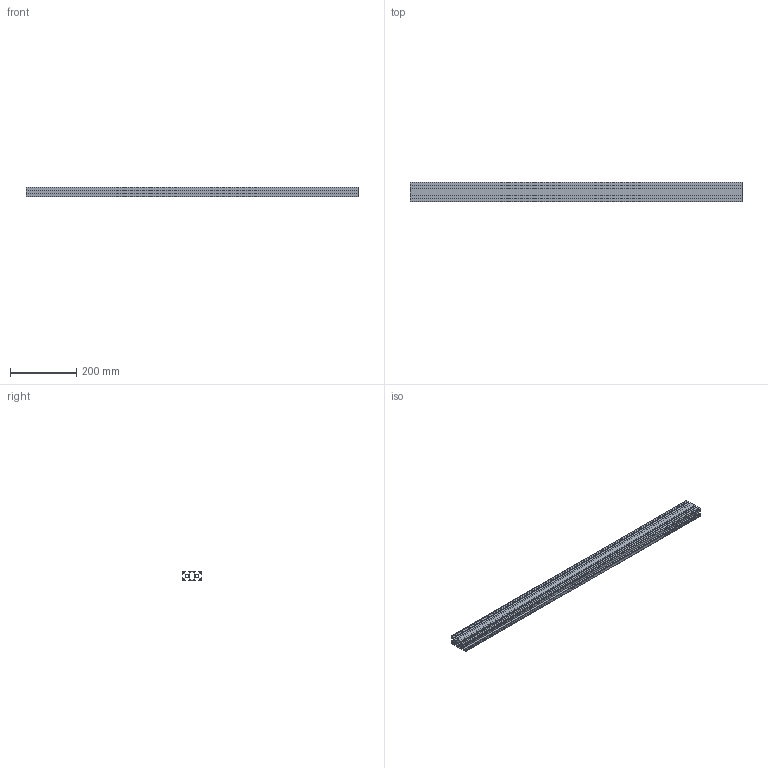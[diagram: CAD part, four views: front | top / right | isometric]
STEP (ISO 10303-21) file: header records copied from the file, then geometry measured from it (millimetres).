
FILE_DESCRIPTION(('STEP AP214'),'1');
FILE_NAME('cctmp_A25D6699-E55D-4697-9D2C-F9B3B6255F90_2020_1_20_8_57_27_416..stp','2020-01-20T07:57:27',('Bosch Rexroth AG'),('CADClick - www.CADClick.com'),'Spatial InterOp 3D',' ','unknown authorization - (Healing Option Enabled)');
FILE_SCHEMA(('AUTOMOTIVE_DESIGN'));
Length unit declared in the file: millimetre
Products named in the file (1): 2020_01_20__08-57-27-416
Bounding box: 1000 x 60 x 30 mm (x, y, z)
Volume: 549033.3 mm3; surface area: 578370.7 mm2
Topology: 1 solids, 1 shells, 158 faces, 468 edges, 312 vertices
Faces by surface type: plane 142, cylinder 16
Entity records: 6520 total; most frequent: CARTESIAN_POINT 939, ORIENTED_EDGE 936, DIRECTION 818, EDGE_CURVE 468, LINE 436, VECTOR 436, VERTEX_POINT 312, AXIS2_PLACEMENT_3D 191
